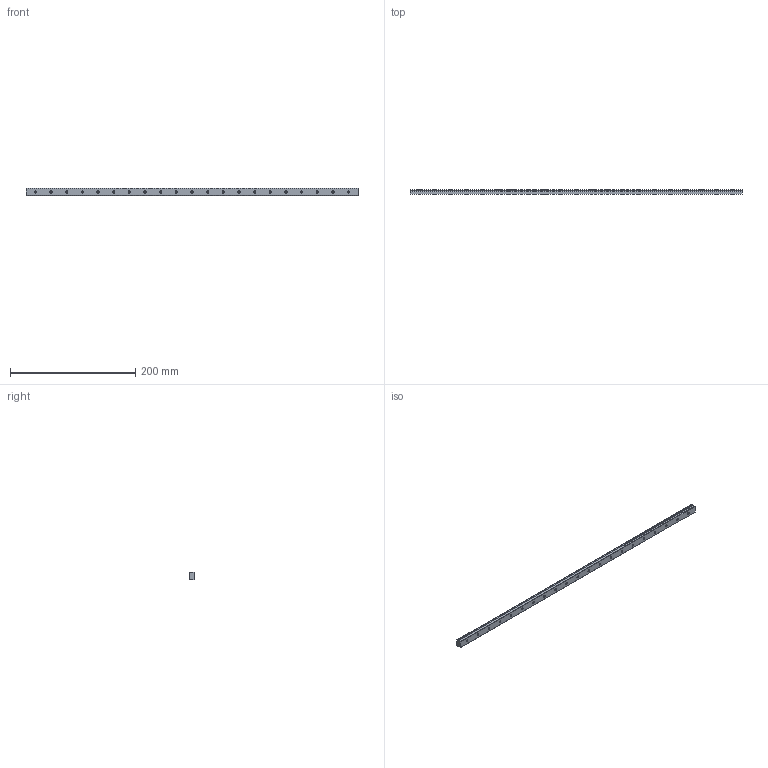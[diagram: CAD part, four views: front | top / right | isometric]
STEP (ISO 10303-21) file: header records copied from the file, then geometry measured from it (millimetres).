
FILE_DESCRIPTION (( 'STEP AP214' ), '1' );
FILE_NAME ('SRS12MSS-530LM_G15_0_0_0_0_0_1.STEP', '2021-08-10T11:35:04', ( '' ), ( '' ), 'SwSTEP 2.0', 'SolidWorks 2021', '' );
FILE_SCHEMA (( 'AUTOMOTIVE_DESIGN' ));
Length unit declared in the file: millimetre
Products named in the file (2): _SRS12M53015 Track; SRS12MSS-530LM_G15_0_0_0_0_0_1
Assembly tree (1 placements, depth 2):
  SRS12MSS-530LM_G15_0_0_0_0_0_1
    _SRS12M53015 Track
Bounding box: 530 x 7.5 x 12 mm (x, y, z)
Volume: 43046.4 mm3; surface area: 22955.7 mm2
Topology: 1 solids, 1 shells, 124 faces, 303 edges, 202 vertices
Faces by surface type: cylinder 91, plane 33
Entity records: 3899 total; most frequent: DIRECTION 741, CARTESIAN_POINT 633, ORIENTED_EDGE 606, AXIS2_PLACEMENT_3D 310, EDGE_CURVE 303, VERTEX_POINT 202, EDGE_LOOP 187, CIRCLE 182
